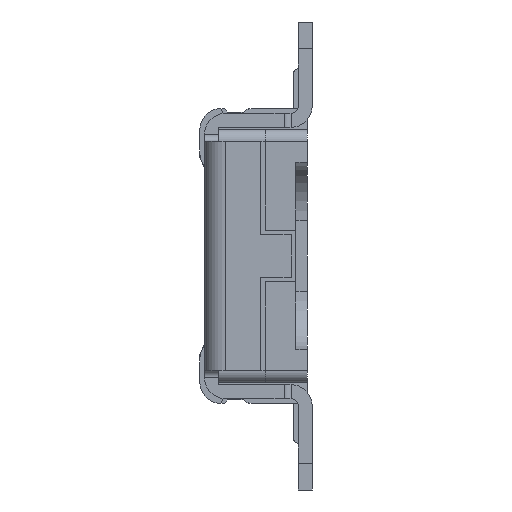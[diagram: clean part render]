
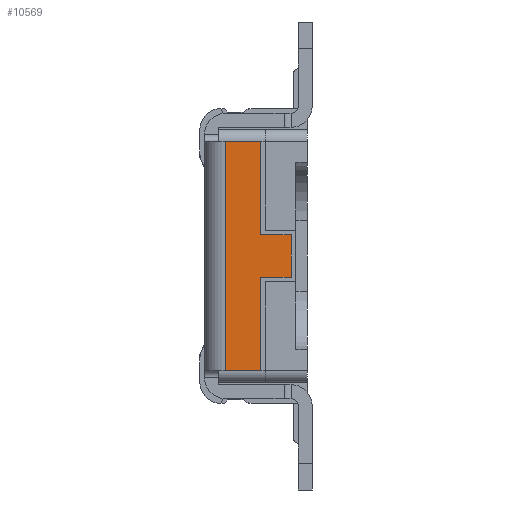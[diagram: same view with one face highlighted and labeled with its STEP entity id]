
A CAD part, left-side view. The second image highlights one B-rep face of the part: STEP entity #10569.
In plain terms, the highlighted planar face has unit normal (-1, 0, 0).
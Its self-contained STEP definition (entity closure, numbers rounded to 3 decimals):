
#1158=DIRECTION('',(0.,1.,0.));
#1159=VECTOR('',#1158,0.15);
#1160=CARTESIAN_POINT('',(-1.87,0.2,0.49));
#1161=LINE('',#1160,#1159);
#1162=DIRECTION('',(0.,0.,1.));
#1163=VECTOR('',#1162,0.98);
#1164=CARTESIAN_POINT('',(-1.87,0.35,-0.49));
#1165=LINE('',#1164,#1163);
#1166=DIRECTION('',(0.,0.,-1.));
#1167=VECTOR('',#1166,0.4);
#1168=CARTESIAN_POINT('',(-1.87,0.2,0.49));
#1169=LINE('',#1168,#1167);
#1170=DIRECTION('',(0.,-1.,0.));
#1171=VECTOR('',#1170,0.13);
#1172=CARTESIAN_POINT('',(-1.87,0.2,0.09));
#1173=LINE('',#1172,#1171);
#1174=DIRECTION('',(0.,0.,-1.));
#1175=VECTOR('',#1174,0.18);
#1176=CARTESIAN_POINT('',(-1.87,0.07,0.09));
#1177=LINE('',#1176,#1175);
#1178=DIRECTION('',(0.,1.,0.));
#1179=VECTOR('',#1178,0.13);
#1180=CARTESIAN_POINT('',(-1.87,0.07,-0.09));
#1181=LINE('',#1180,#1179);
#1182=DIRECTION('',(0.,0.,-1.));
#1183=VECTOR('',#1182,0.4);
#1184=CARTESIAN_POINT('',(-1.87,0.2,-0.09));
#1185=LINE('',#1184,#1183);
#1307=DIRECTION('',(0.,-1.,0.));
#1308=VECTOR('',#1307,0.15);
#1309=CARTESIAN_POINT('',(-1.87,0.35,-0.49));
#1310=LINE('',#1309,#1308);
#7688=CARTESIAN_POINT('',(-1.87,0.2,0.49));
#7689=CARTESIAN_POINT('',(-1.87,0.2,0.09));
#7690=VERTEX_POINT('',#7688);
#7691=VERTEX_POINT('',#7689);
#7692=CARTESIAN_POINT('',(-1.87,0.07,0.09));
#7693=VERTEX_POINT('',#7692);
#7694=CARTESIAN_POINT('',(-1.87,0.07,-0.09));
#7695=VERTEX_POINT('',#7694);
#7696=CARTESIAN_POINT('',(-1.87,0.2,-0.09));
#7697=VERTEX_POINT('',#7696);
#7698=CARTESIAN_POINT('',(-1.87,0.2,-0.49));
#7699=VERTEX_POINT('',#7698);
#7869=CARTESIAN_POINT('',(-1.87,0.35,0.49));
#7871=VERTEX_POINT('',#7869);
#7872=CARTESIAN_POINT('',(-1.87,0.35,-0.49));
#7873=VERTEX_POINT('',#7872);
#10548=CARTESIAN_POINT('',(-1.87,0.38,-0.49));
#10549=DIRECTION('',(-1.,0.,0.));
#10550=DIRECTION('',(0.,0.,1.));
#10551=AXIS2_PLACEMENT_3D('',#10548,#10549,#10550);
#10552=PLANE('',#10551);
#10553=ORIENTED_EDGE('',*,*,#10540,.T.);
#10554=ORIENTED_EDGE('',*,*,#10529,.F.);
#10556=ORIENTED_EDGE('',*,*,#10555,.T.);
#10558=ORIENTED_EDGE('',*,*,#10557,.T.);
#10560=ORIENTED_EDGE('',*,*,#10559,.T.);
#10562=ORIENTED_EDGE('',*,*,#10561,.T.);
#10564=ORIENTED_EDGE('',*,*,#10563,.T.);
#10566=ORIENTED_EDGE('',*,*,#10565,.F.);
#10567=EDGE_LOOP('',(#10553,#10554,#10556,#10558,#10560,#10562,#10564,#10566));
#10568=FACE_OUTER_BOUND('',#10567,.F.);
#10569=ADVANCED_FACE('',(#10568),#10552,.T.);
#10529=EDGE_CURVE('',#7690,#7871,#1161,.T.);
#10540=EDGE_CURVE('',#7873,#7871,#1165,.T.);
#10555=EDGE_CURVE('',#7690,#7691,#1169,.T.);
#10557=EDGE_CURVE('',#7691,#7693,#1173,.T.);
#10559=EDGE_CURVE('',#7693,#7695,#1177,.T.);
#10561=EDGE_CURVE('',#7695,#7697,#1181,.T.);
#10563=EDGE_CURVE('',#7697,#7699,#1185,.T.);
#10565=EDGE_CURVE('',#7873,#7699,#1310,.T.);
